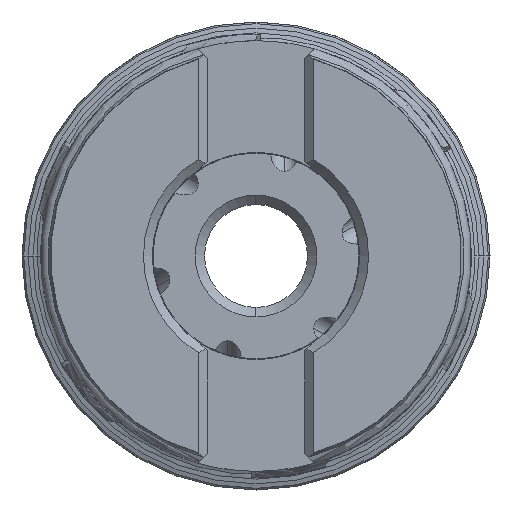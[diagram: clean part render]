
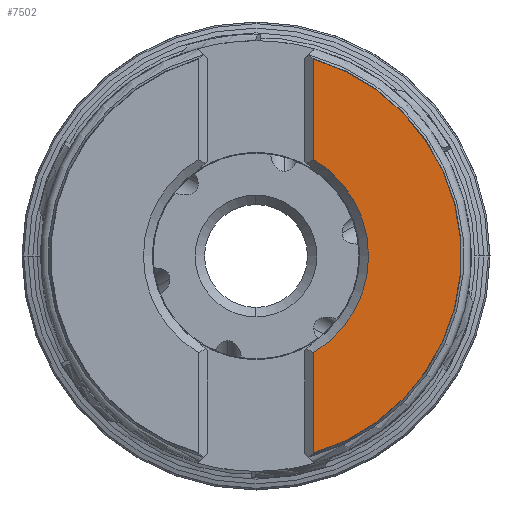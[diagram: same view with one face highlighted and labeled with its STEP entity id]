
A CAD part, left-side view. The second image highlights one B-rep face of the part: STEP entity #7502.
In plain terms, the highlighted planar face has unit normal (-1, 0, 0).
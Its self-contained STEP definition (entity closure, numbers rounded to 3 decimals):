
#923 = CARTESIAN_POINT ( 'NONE',  ( -39., -6.15, -10.123 ) ) ;
#959 = ORIENTED_EDGE ( 'NONE', *, *, #5668, .F. ) ;
#987 = DIRECTION ( 'NONE',  ( -1., 0., 0. ) ) ;
#1166 = CARTESIAN_POINT ( 'NONE',  ( -39., -6.15, -21.042 ) ) ;
#1737 = CARTESIAN_POINT ( 'NONE',  ( -39., -45., -32.102 ) ) ;
#1796 = DIRECTION ( 'NONE',  ( 0., 0., -1. ) ) ;
#1990 = ORIENTED_EDGE ( 'NONE', *, *, #7870, .T. ) ;
#2017 = ORIENTED_EDGE ( 'NONE', *, *, #14646, .T. ) ;
#2286 = VERTEX_POINT ( 'NONE', #9241 ) ;
#4682 = DIRECTION ( 'NONE',  ( 1., 0., 0. ) ) ;
#4698 = LINE ( 'NONE', #923, #12757 ) ;
#5668 = EDGE_CURVE ( 'NONE', #6081, #6237, #8468, .T. ) ;
#6081 = VERTEX_POINT ( 'NONE', #6883 ) ;
#6237 = VERTEX_POINT ( 'NONE', #18100 ) ;
#6617 = DIRECTION ( 'NONE',  ( 0., 0., -1. ) ) ;
#6883 = CARTESIAN_POINT ( 'NONE',  ( -39., -6.15, -10.333 ) ) ;
#7502 = ADVANCED_FACE ( 'NONE', ( #12914 ), #14780, .F. ) ;
#7870 = EDGE_CURVE ( 'NONE', #2286, #6237, #16753, .T. ) ;
#8318 = AXIS2_PLACEMENT_3D ( 'NONE', #14979, #10612, #16372 ) ;
#8468 = CIRCLE ( 'NONE', #14415, 12.025 ) ;
#8941 = EDGE_LOOP ( 'NONE', ( #1990, #959, #2017, #17951 ) ) ;
#9241 = CARTESIAN_POINT ( 'NONE',  ( -39., -6.165, 21.038 ) ) ;
#10612 = DIRECTION ( 'NONE',  ( -1., 0., 0. ) ) ;
#11911 = EDGE_CURVE ( 'NONE', #12605, #2286, #16258, .T. ) ;
#12437 = DIRECTION ( 'NONE',  ( 0., 0., -1. ) ) ;
#12605 = VERTEX_POINT ( 'NONE', #1166 ) ;
#12739 = CARTESIAN_POINT ( 'NONE',  ( -39., -6.165, 21.122 ) ) ;
#12757 = VECTOR ( 'NONE', #12437, 1000. ) ;
#12914 = FACE_OUTER_BOUND ( 'NONE', #8941, .T. ) ;
#13142 = VECTOR ( 'NONE', #15474, 1000. ) ;
#13182 = AXIS2_PLACEMENT_3D ( 'NONE', #1737, #4682, #1796 ) ;
#14415 = AXIS2_PLACEMENT_3D ( 'NONE', #18221, #987, #6617 ) ;
#14646 = EDGE_CURVE ( 'NONE', #6081, #12605, #4698, .T. ) ;
#14780 = PLANE ( 'NONE',  #13182 ) ;
#14979 = CARTESIAN_POINT ( 'NONE',  ( -39., 0., 0. ) ) ;
#15474 = DIRECTION ( 'NONE',  ( 0., 0., -1. ) ) ;
#16258 = CIRCLE ( 'NONE', #8318, 21.922 ) ;
#16372 = DIRECTION ( 'NONE',  ( 0., 0., -1. ) ) ;
#16753 = LINE ( 'NONE', #12739, #13142 ) ;
#17951 = ORIENTED_EDGE ( 'NONE', *, *, #11911, .T. ) ;
#18100 = CARTESIAN_POINT ( 'NONE',  ( -39., -6.165, 10.324 ) ) ;
#18221 = CARTESIAN_POINT ( 'NONE',  ( -39., 0., 0. ) ) ;
